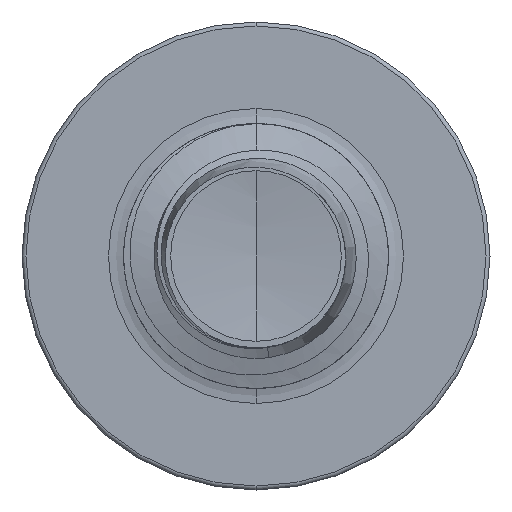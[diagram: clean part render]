
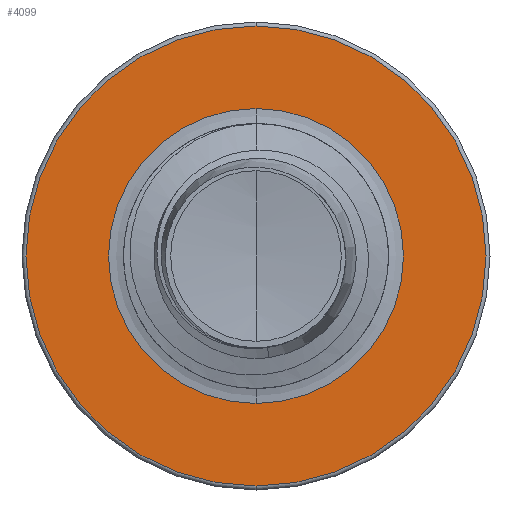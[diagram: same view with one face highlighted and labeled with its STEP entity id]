
A CAD part, front view. The second image highlights one B-rep face of the part: STEP entity #4099.
In plain terms, the highlighted planar face has unit normal (0, -1, 0).
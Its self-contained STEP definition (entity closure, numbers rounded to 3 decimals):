
#528 = AXIS2_PLACEMENT_3D ( 'NONE', #12254, #4699, #13271 ) ;
#1093 = VERTEX_POINT ( 'NONE', #11311 ) ;
#1233 = CARTESIAN_POINT ( 'NONE',  ( 0., 5.5, 2.605 ) ) ;
#1700 = CIRCLE ( 'NONE', #12227, 1.67 ) ;
#1722 = DIRECTION ( 'NONE',  ( 0., 0., 1. ) ) ;
#1737 = DIRECTION ( 'NONE',  ( 0., 1., 0. ) ) ;
#1766 = CARTESIAN_POINT ( 'NONE',  ( 0., 5.5, 0. ) ) ;
#1949 = CARTESIAN_POINT ( 'NONE',  ( 0., 5.5, 0. ) ) ;
#3157 = EDGE_LOOP ( 'NONE', ( #13073, #15920 ) ) ;
#3424 = DIRECTION ( 'NONE',  ( 0., 0., 1. ) ) ;
#3486 = ORIENTED_EDGE ( 'NONE', *, *, #6114, .T. ) ;
#4099 = ADVANCED_FACE ( 'NONE', ( #7768, #11144 ), #9099, .F. ) ;
#4699 = DIRECTION ( 'NONE',  ( 0., 1., 0. ) ) ;
#4985 = VERTEX_POINT ( 'NONE', #1233 ) ;
#5882 = CARTESIAN_POINT ( 'NONE',  ( 0., 5.5, 0. ) ) ;
#6114 = EDGE_CURVE ( 'NONE', #10868, #1093, #1700, .T. ) ;
#7170 = DIRECTION ( 'NONE',  ( 0., 0., 1. ) ) ;
#7522 = EDGE_CURVE ( 'NONE', #12080, #4985, #15957, .T. ) ;
#7768 = FACE_OUTER_BOUND ( 'NONE', #3157, .T. ) ;
#7940 = AXIS2_PLACEMENT_3D ( 'NONE', #9933, #8977, #8962 ) ;
#8050 = AXIS2_PLACEMENT_3D ( 'NONE', #1949, #11264, #3424 ) ;
#8962 = DIRECTION ( 'NONE',  ( 0., 0., 1. ) ) ;
#8977 = DIRECTION ( 'NONE',  ( 0., 1., 0. ) ) ;
#9099 = PLANE ( 'NONE',  #7940 ) ;
#9905 = EDGE_LOOP ( 'NONE', ( #3486, #16294 ) ) ;
#9933 = CARTESIAN_POINT ( 'NONE',  ( 0., 5.5, -1.67 ) ) ;
#10868 = VERTEX_POINT ( 'NONE', #12946 ) ;
#11026 = AXIS2_PLACEMENT_3D ( 'NONE', #5882, #14173, #7170 ) ;
#11144 = FACE_BOUND ( 'NONE', #9905, .T. ) ;
#11264 = DIRECTION ( 'NONE',  ( 0., 1., 0. ) ) ;
#11311 = CARTESIAN_POINT ( 'NONE',  ( 0., 5.5, -1.67 ) ) ;
#12080 = VERTEX_POINT ( 'NONE', #15484 ) ;
#12227 = AXIS2_PLACEMENT_3D ( 'NONE', #1766, #1737, #1722 ) ;
#12254 = CARTESIAN_POINT ( 'NONE',  ( 0., 5.5, 0. ) ) ;
#12946 = CARTESIAN_POINT ( 'NONE',  ( 0., 5.5, 1.67 ) ) ;
#13073 = ORIENTED_EDGE ( 'NONE', *, *, #16186, .F. ) ;
#13271 = DIRECTION ( 'NONE',  ( 0., 0., 1. ) ) ;
#13395 = EDGE_CURVE ( 'NONE', #1093, #10868, #14107, .T. ) ;
#13594 = CIRCLE ( 'NONE', #11026, 2.605 ) ;
#14107 = CIRCLE ( 'NONE', #528, 1.67 ) ;
#14173 = DIRECTION ( 'NONE',  ( 0., 1., 0. ) ) ;
#15484 = CARTESIAN_POINT ( 'NONE',  ( 0., 5.5, -2.605 ) ) ;
#15920 = ORIENTED_EDGE ( 'NONE', *, *, #7522, .F. ) ;
#15957 = CIRCLE ( 'NONE', #8050, 2.605 ) ;
#16186 = EDGE_CURVE ( 'NONE', #4985, #12080, #13594, .T. ) ;
#16294 = ORIENTED_EDGE ( 'NONE', *, *, #13395, .T. ) ;
